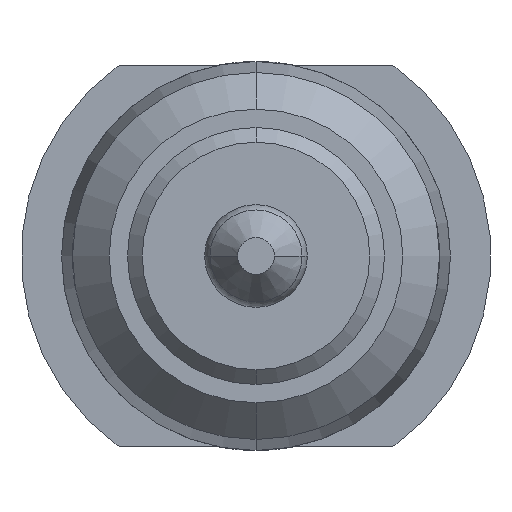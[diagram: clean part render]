
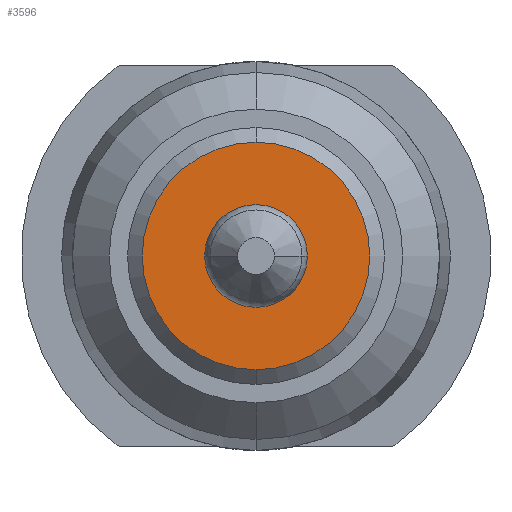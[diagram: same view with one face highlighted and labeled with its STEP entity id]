
A CAD part, front view. The second image highlights one B-rep face of the part: STEP entity #3596.
In plain terms, the highlighted planar face has unit normal (0, -1, 0).
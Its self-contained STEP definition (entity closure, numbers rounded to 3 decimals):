
#166 = VERTEX_POINT ( 'NONE', #3099 ) ;
#485 = CIRCLE ( 'NONE', #640, 0.35 ) ;
#508 = EDGE_CURVE ( 'Defeature ausgef�hrt1_27+Defeature ausgef�hrt1_28+Defeature ausgef�hrt1_28+Defeature ausgef�hrt1_28', #984, #719, #3861, .T. ) ;
#600 = DIRECTION ( 'NONE',  ( 0., -1., 0. ) ) ;
#640 = AXIS2_PLACEMENT_3D ( 'NONE', #1954, #1191, #888 ) ;
#719 = VERTEX_POINT ( 'NONE', #2775 ) ;
#803 = CARTESIAN_POINT ( 'NONE',  ( 0., -29., 0. ) ) ;
#888 = DIRECTION ( 'NONE',  ( 0., 0., 1. ) ) ;
#962 = PLANE ( 'NONE',  #2112 ) ;
#984 = VERTEX_POINT ( 'NONE', #3113 ) ;
#1052 = CARTESIAN_POINT ( 'NONE',  ( 0., -29., 0. ) ) ;
#1159 = DIRECTION ( 'NONE',  ( 0., 0., 1. ) ) ;
#1162 = ORIENTED_EDGE ( 'NONE', *, *, #508, .T. ) ;
#1191 = DIRECTION ( 'NONE',  ( 0., -1., 0. ) ) ;
#1207 = AXIS2_PLACEMENT_3D ( 'NONE', #803, #2209, #1159 ) ;
#1416 = DIRECTION ( 'NONE',  ( 0., 0., 1. ) ) ;
#1439 = EDGE_LOOP ( 'NONE', ( #4429, #2520 ) ) ;
#1589 = AXIS2_PLACEMENT_3D ( 'NONE', #2387, #600, #3477 ) ;
#1954 = CARTESIAN_POINT ( 'NONE',  ( 0., -29., 0. ) ) ;
#2084 = FACE_OUTER_BOUND ( 'NONE', #2512, .T. ) ;
#2112 = AXIS2_PLACEMENT_3D ( 'NONE', #4570, #3846, #3883 ) ;
#2209 = DIRECTION ( 'NONE',  ( 0., -1., 0. ) ) ;
#2356 = CARTESIAN_POINT ( 'NONE',  ( -0.35, -29., 0. ) ) ;
#2387 = CARTESIAN_POINT ( 'NONE',  ( 0., -29., 0. ) ) ;
#2512 = EDGE_LOOP ( 'NONE', ( #1162, #3879 ) ) ;
#2520 = ORIENTED_EDGE ( 'NONE', *, *, #4203, .F. ) ;
#2775 = CARTESIAN_POINT ( 'NONE',  ( 0., -29., -0.775 ) ) ;
#2895 = VERTEX_POINT ( 'NONE', #2356 ) ;
#3099 = CARTESIAN_POINT ( 'NONE',  ( 0.35, -29., 0. ) ) ;
#3113 = CARTESIAN_POINT ( 'NONE',  ( 0., -29., 0.775 ) ) ;
#3290 = EDGE_CURVE ( 'Defeature ausgef�hrt1_29+Defeature ausgef�hrt1_27+Defeature ausgef�hrt1_27+Defeature ausgef�hrt1_27', #2895, #166, #485, .T. ) ;
#3477 = DIRECTION ( 'NONE',  ( 0., 0., 1. ) ) ;
#3590 = DIRECTION ( 'NONE',  ( 0., -1., 0. ) ) ;
#3596 = ADVANCED_FACE ( 'Defeature ausgef�hrt1_27', ( #4585, #2084 ), #962, .F. ) ;
#3679 = EDGE_CURVE ( 'Defeature ausgef�hrt1_27+Defeature ausgef�hrt1_28+Defeature ausgef�hrt1_28+Defeature ausgef�hrt1_28', #719, #984, #4353, .T. ) ;
#3846 = DIRECTION ( 'NONE',  ( 0., 1., 0. ) ) ;
#3861 = CIRCLE ( 'NONE', #1207, 0.775 ) ;
#3879 = ORIENTED_EDGE ( 'NONE', *, *, #3679, .T. ) ;
#3883 = DIRECTION ( 'NONE',  ( 0., 0., 1. ) ) ;
#4175 = CIRCLE ( 'NONE', #1589, 0.35 ) ;
#4203 = EDGE_CURVE ( 'Defeature ausgef�hrt1_29+Defeature ausgef�hrt1_27+Defeature ausgef�hrt1_27+Defeature ausgef�hrt1_27', #166, #2895, #4175, .T. ) ;
#4353 = CIRCLE ( 'NONE', #4474, 0.775 ) ;
#4429 = ORIENTED_EDGE ( 'NONE', *, *, #3290, .F. ) ;
#4474 = AXIS2_PLACEMENT_3D ( 'NONE', #1052, #3590, #1416 ) ;
#4570 = CARTESIAN_POINT ( 'NONE',  ( 0.875, -29., 0. ) ) ;
#4585 = FACE_BOUND ( 'NONE', #1439, .T. ) ;
